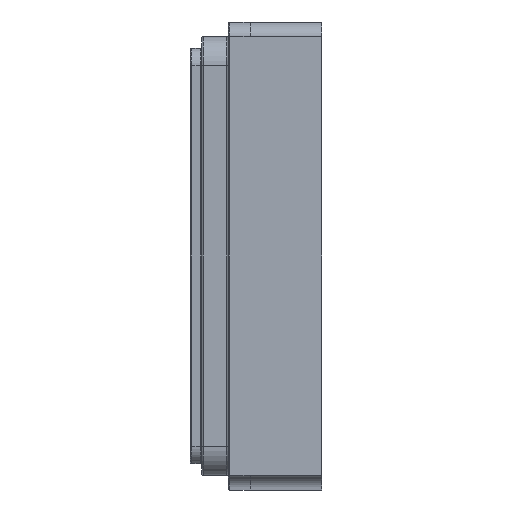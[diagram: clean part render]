
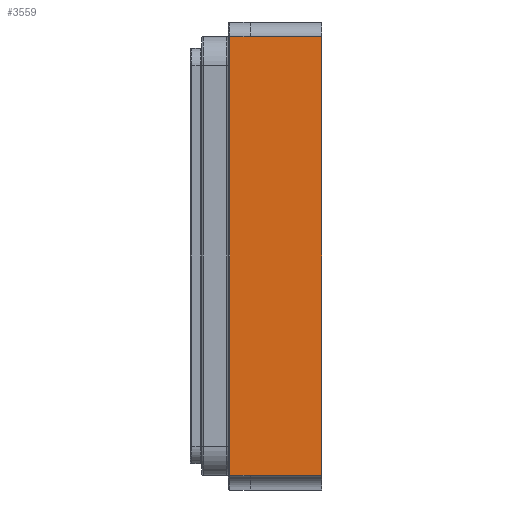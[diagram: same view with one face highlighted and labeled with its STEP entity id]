
A CAD part, left-side view. The second image highlights one B-rep face of the part: STEP entity #3559.
In plain terms, the highlighted planar face has unit normal (-1, 0, 0).
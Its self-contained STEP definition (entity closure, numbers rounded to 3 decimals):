
#346 = VERTEX_POINT ( 'NONE', #6215 ) ;
#449 = DIRECTION ( 'NONE',  ( 0., 0., 1. ) ) ;
#972 = VECTOR ( 'NONE', #7385, 1000. ) ;
#976 = VECTOR ( 'NONE', #3662, 1000. ) ;
#1116 = CARTESIAN_POINT ( 'NONE',  ( -2.5, 0., 1.43 ) ) ;
#1304 = LINE ( 'NONE', #4926, #2993 ) ;
#1352 = ORIENTED_EDGE ( 'NONE', *, *, #1624, .T. ) ;
#1590 = LINE ( 'NONE', #2349, #3077 ) ;
#1624 = EDGE_CURVE ( 'NONE', #346, #4814, #8136, .T. ) ;
#1716 = CARTESIAN_POINT ( 'NONE',  ( -2.5, 0.49, 1.5 ) ) ;
#1827 = EDGE_CURVE ( 'NONE', #2077, #7174, #6091, .T. ) ;
#1934 = CARTESIAN_POINT ( 'NONE',  ( -2.5, 0., 1.5 ) ) ;
#2077 = VERTEX_POINT ( 'NONE', #1716 ) ;
#2146 = CARTESIAN_POINT ( 'NONE',  ( -2.5, 0.64, -1.5 ) ) ;
#2349 = CARTESIAN_POINT ( 'NONE',  ( -2.5, 0.64, 1.5 ) ) ;
#2503 = CARTESIAN_POINT ( 'NONE',  ( -2.5, 0.64, -1.5 ) ) ;
#2644 = VERTEX_POINT ( 'NONE', #6563 ) ;
#2675 = VECTOR ( 'NONE', #4692, 1000. ) ;
#2790 = PLANE ( 'NONE',  #8334 ) ;
#2858 = LINE ( 'NONE', #4791, #972 ) ;
#2919 = ORIENTED_EDGE ( 'NONE', *, *, #5923, .T. ) ;
#2988 = DIRECTION ( 'NONE',  ( 0., -1., 0. ) ) ;
#2993 = VECTOR ( 'NONE', #449, 1000. ) ;
#3077 = VECTOR ( 'NONE', #2988, 1000. ) ;
#3153 = DIRECTION ( 'NONE',  ( 0., -1., 0. ) ) ;
#3171 = VECTOR ( 'NONE', #3375, 1000. ) ;
#3375 = DIRECTION ( 'NONE',  ( 0., 0., 1. ) ) ;
#3446 = DIRECTION ( 'NONE',  ( 0., 0., -1. ) ) ;
#3559 = ADVANCED_FACE ( 'NONE', ( #7862 ), #2790, .F. ) ;
#3640 = VERTEX_POINT ( 'NONE', #4806 ) ;
#3650 = ORIENTED_EDGE ( 'NONE', *, *, #4834, .F. ) ;
#3662 = DIRECTION ( 'NONE',  ( 0., -1., 0. ) ) ;
#3711 = LINE ( 'NONE', #2503, #6731 ) ;
#3737 = EDGE_CURVE ( 'NONE', #7983, #346, #1304, .T. ) ;
#3872 = EDGE_CURVE ( 'NONE', #2644, #8023, #3711, .T. ) ;
#3902 = ORIENTED_EDGE ( 'NONE', *, *, #3737, .T. ) ;
#4094 = EDGE_CURVE ( 'NONE', #8023, #7983, #7852, .T. ) ;
#4279 = CARTESIAN_POINT ( 'NONE',  ( -2.5, 0.63, -1.5 ) ) ;
#4692 = DIRECTION ( 'NONE',  ( 0., -1., 0. ) ) ;
#4791 = CARTESIAN_POINT ( 'NONE',  ( -2.5, 0., -1.5 ) ) ;
#4806 = CARTESIAN_POINT ( 'NONE',  ( -2.5, 0.63, 1.5 ) ) ;
#4814 = VERTEX_POINT ( 'NONE', #1116 ) ;
#4834 = EDGE_CURVE ( 'NONE', #3640, #2077, #1590, .T. ) ;
#4887 = DIRECTION ( 'NONE',  ( 0., 0., -1. ) ) ;
#4926 = CARTESIAN_POINT ( 'NONE',  ( -2.5, 0., -1.5 ) ) ;
#4931 = ORIENTED_EDGE ( 'NONE', *, *, #4094, .T. ) ;
#4993 = ORIENTED_EDGE ( 'NONE', *, *, #1827, .F. ) ;
#5282 = DIRECTION ( 'NONE',  ( 1., 0., 0. ) ) ;
#5542 = EDGE_CURVE ( 'NONE', #3640, #2644, #7208, .T. ) ;
#5917 = CARTESIAN_POINT ( 'NONE',  ( -2.5, 0., -1.5 ) ) ;
#5923 = EDGE_CURVE ( 'NONE', #4814, #7174, #2858, .T. ) ;
#6033 = EDGE_LOOP ( 'NONE', ( #3650, #7757, #7727, #4931, #3902, #1352, #2919, #4993 ) ) ;
#6091 = LINE ( 'NONE', #6853, #976 ) ;
#6215 = CARTESIAN_POINT ( 'NONE',  ( -2.5, 0., -1.43 ) ) ;
#6563 = CARTESIAN_POINT ( 'NONE',  ( -2.5, 0.63, -1.5 ) ) ;
#6640 = CARTESIAN_POINT ( 'NONE',  ( -2.5, 0.49, -1.5 ) ) ;
#6731 = VECTOR ( 'NONE', #3153, 1000. ) ;
#6853 = CARTESIAN_POINT ( 'NONE',  ( -2.5, 0.64, 1.5 ) ) ;
#7010 = VECTOR ( 'NONE', #4887, 1000. ) ;
#7174 = VERTEX_POINT ( 'NONE', #1934 ) ;
#7208 = LINE ( 'NONE', #4279, #7010 ) ;
#7247 = CARTESIAN_POINT ( 'NONE',  ( -2.5, 0.64, -1.5 ) ) ;
#7248 = CARTESIAN_POINT ( 'NONE',  ( -2.5, 0., -1.5 ) ) ;
#7385 = DIRECTION ( 'NONE',  ( 0., 0., 1. ) ) ;
#7727 = ORIENTED_EDGE ( 'NONE', *, *, #3872, .T. ) ;
#7757 = ORIENTED_EDGE ( 'NONE', *, *, #5542, .T. ) ;
#7852 = LINE ( 'NONE', #7247, #2675 ) ;
#7862 = FACE_OUTER_BOUND ( 'NONE', #6033, .T. ) ;
#7983 = VERTEX_POINT ( 'NONE', #5917 ) ;
#8023 = VERTEX_POINT ( 'NONE', #6640 ) ;
#8136 = LINE ( 'NONE', #7248, #3171 ) ;
#8334 = AXIS2_PLACEMENT_3D ( 'NONE', #2146, #5282, #3446 ) ;
